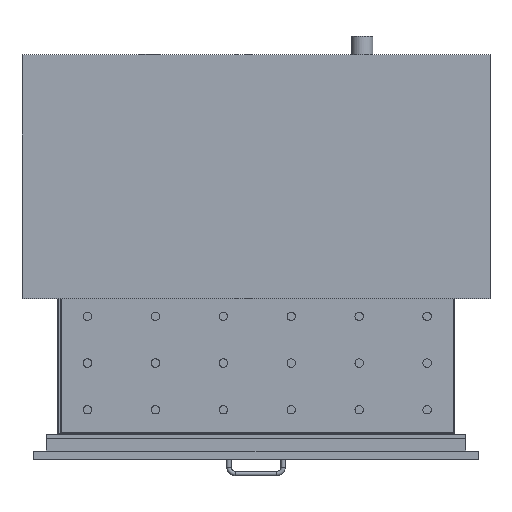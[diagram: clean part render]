
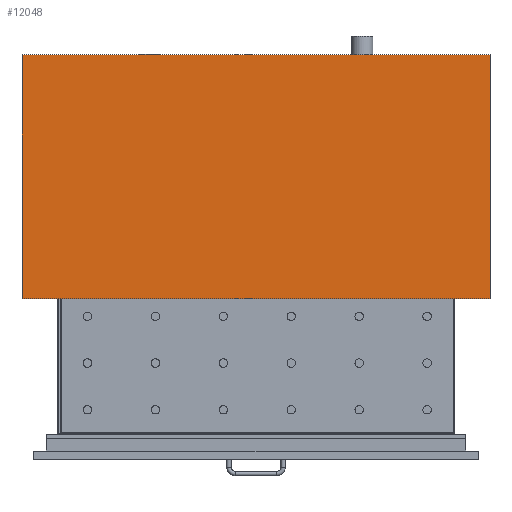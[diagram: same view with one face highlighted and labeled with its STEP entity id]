
A CAD part, top view. The second image highlights one B-rep face of the part: STEP entity #12048.
In plain terms, the highlighted planar face has unit normal (0, 0, 1).
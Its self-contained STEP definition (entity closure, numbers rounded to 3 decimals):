
#1472=FACE_OUTER_BOUND('',#2152,.T.);
#2152=EDGE_LOOP('',(#8514,#8515,#8516,#8517));
#3050=LINE('',#16299,#4306);
#3052=LINE('',#16303,#4308);
#3054=LINE('',#16307,#4310);
#3056=LINE('',#16310,#4312);
#4306=VECTOR('',#13687,10.);
#4308=VECTOR('',#13691,10.);
#4310=VECTOR('',#13695,10.);
#4312=VECTOR('',#13699,10.);
#5526=VERTEX_POINT('',#16296);
#5527=VERTEX_POINT('',#16298);
#5528=VERTEX_POINT('',#16302);
#5529=VERTEX_POINT('',#16306);
#6700=EDGE_CURVE('',#5527,#5526,#3050,.T.);
#6702=EDGE_CURVE('',#5528,#5527,#3052,.T.);
#6704=EDGE_CURVE('',#5529,#5528,#3054,.T.);
#6706=EDGE_CURVE('',#5526,#5529,#3056,.T.);
#8514=ORIENTED_EDGE('',*,*,#6706,.T.);
#8515=ORIENTED_EDGE('',*,*,#6704,.T.);
#8516=ORIENTED_EDGE('',*,*,#6702,.T.);
#8517=ORIENTED_EDGE('',*,*,#6700,.T.);
#11580=PLANE('',#12815);
#12048=ADVANCED_FACE('',(#1472),#11580,.T.);
#12815=AXIS2_PLACEMENT_3D('',#16311,#13700,#13701);
#13687=DIRECTION('',(0.,-1.,0.));
#13691=DIRECTION('',(-1.,0.,0.));
#13695=DIRECTION('',(0.,1.,0.));
#13699=DIRECTION('',(1.,0.,0.));
#13700=DIRECTION('center_axis',(0.,0.,1.));
#13701=DIRECTION('ref_axis',(1.,0.,0.));
#16296=CARTESIAN_POINT('',(-551.,-287.,300.44));
#16298=CARTESIAN_POINT('',(-551.,287.,300.44));
#16299=CARTESIAN_POINT('',(-551.,287.,300.44));
#16302=CARTESIAN_POINT('',(551.,287.,300.44));
#16303=CARTESIAN_POINT('',(551.,287.,300.44));
#16306=CARTESIAN_POINT('',(551.,-287.,300.44));
#16307=CARTESIAN_POINT('',(551.,-287.,300.44));
#16310=CARTESIAN_POINT('',(-551.,-287.,300.44));
#16311=CARTESIAN_POINT('Origin',(0.,0.,300.44));
